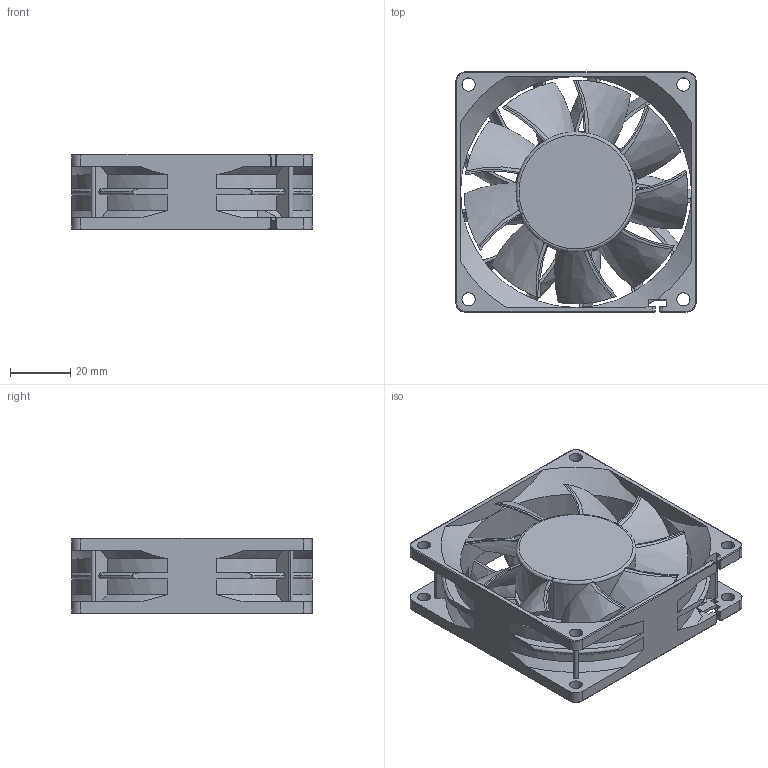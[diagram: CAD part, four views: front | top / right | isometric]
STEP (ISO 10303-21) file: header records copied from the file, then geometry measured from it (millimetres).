
FILE_DESCRIPTION (( 'STEP AP203' ), '1' );
FILE_NAME ('Cooling Fan.STEP', '2023-04-13T10:14:07', ( '' ), ( '' ), 'SwSTEP 2.0', 'SolidWorks 2023', '' );
FILE_SCHEMA (( 'CONFIG_CONTROL_DESIGN' ));
Length unit declared in the file: inch
Products named in the file (1): Cooling Fan
Bounding box: 80 x 80 x 25.2 mm (x, y, z)
Volume: 32593.3 mm3; surface area: 42661 mm2
Topology: 5 solids, 5 shells, 519 faces, 1483 edges, 966 vertices
Faces by surface type: bspline 176, cylinder 162, plane 141, cone 40
Entity records: 32802 total; most frequent: CARTESIAN_POINT 21242, ORIENTED_EDGE 2944, DIRECTION 1578, EDGE_CURVE 1472, VERTEX_POINT 966, B_SPLINE_CURVE_WITH_KNOTS 819, AXIS2_PLACEMENT_3D 618, EDGE_LOOP 574
